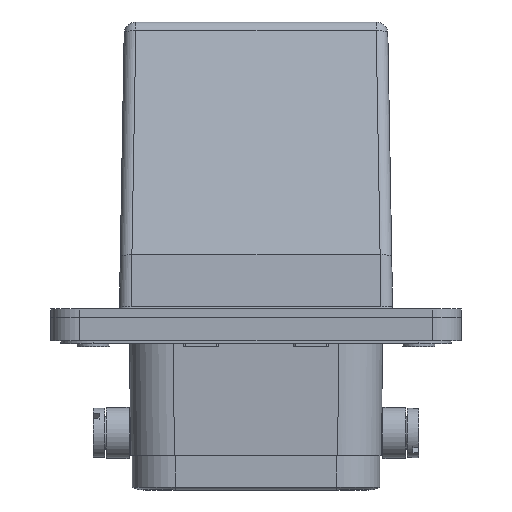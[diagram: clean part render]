
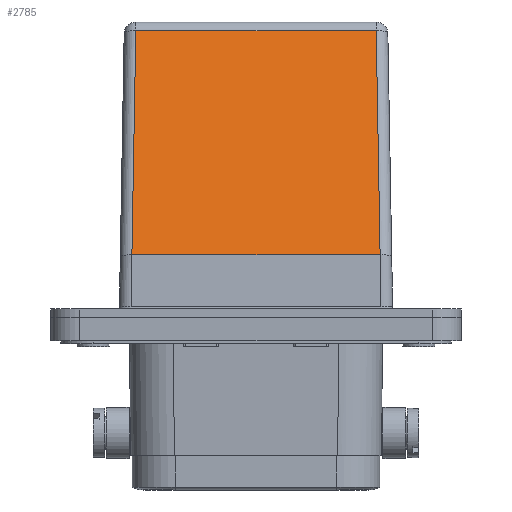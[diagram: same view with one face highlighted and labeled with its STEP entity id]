
A CAD part, left-side view. The second image highlights one B-rep face of the part: STEP entity #2785.
In plain terms, the highlighted planar face has unit normal (-0.966, 0, 0.259).
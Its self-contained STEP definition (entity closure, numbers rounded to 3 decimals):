
#2390=ELLIPSE('',#22724,10.457,2.);
#2393=ELLIPSE('',#22730,10.457,2.);
#2785=ADVANCED_FACE('',(#3998),#3483,.T.);
#3483=PLANE('',#22887);
#3998=FACE_OUTER_BOUND('',#4733,.T.);
#4733=EDGE_LOOP('',(#6299,#6300,#6301,#6302,#6303,#6304));
#6299=ORIENTED_EDGE('',*,*,#10923,.T.);
#6300=ORIENTED_EDGE('',*,*,#10918,.T.);
#6301=ORIENTED_EDGE('',*,*,#11399,.T.);
#6302=ORIENTED_EDGE('',*,*,#10928,.T.);
#6303=ORIENTED_EDGE('',*,*,#10931,.T.);
#6304=ORIENTED_EDGE('',*,*,#11395,.T.);
#9524=VERTEX_POINT('',#30563);
#9525=VERTEX_POINT('',#30564);
#9529=VERTEX_POINT('',#30574);
#9533=VERTEX_POINT('',#30583);
#9534=VERTEX_POINT('',#30585);
#9535=VERTEX_POINT('',#30589);
#10918=EDGE_CURVE('',#9524,#9525,#16929,.T.);
#10923=EDGE_CURVE('',#9529,#9524,#2390,.T.);
#10928=EDGE_CURVE('',#9534,#9533,#16934,.T.);
#10931=EDGE_CURVE('',#9533,#9535,#2393,.T.);
#11395=EDGE_CURVE('',#9535,#9529,#17262,.T.);
#11399=EDGE_CURVE('',#9525,#9534,#17266,.T.);
#16929=LINE('',#30562,#18861);
#16934=LINE('',#30584,#18866);
#17262=LINE('',#31628,#19194);
#17266=LINE('',#31634,#19198);
#18861=VECTOR('',#24585,1.);
#18866=VECTOR('',#24604,1.);
#19194=VECTOR('',#25246,1.);
#19198=VECTOR('',#25254,1.);
#22724=AXIS2_PLACEMENT_3D('',#30573,#24594,#24595);
#22730=AXIS2_PLACEMENT_3D('',#30591,#24610,#24611);
#22887=AXIS2_PLACEMENT_3D('',#31635,#25255,#25256);
#24585=DIRECTION('',(0.259,0.017,0.966));
#24594=DIRECTION('',(-0.966,0.,0.259));
#24595=DIRECTION('',(-0.259,-0.018,-0.966));
#24604=DIRECTION('',(-0.259,0.017,-0.966));
#24610=DIRECTION('',(-0.966,0.,0.259));
#24611=DIRECTION('',(-0.259,0.018,-0.966));
#25246=DIRECTION('',(0.,-1.,0.));
#25254=DIRECTION('',(0.,1.,0.));
#25255=DIRECTION('',(-0.966,0.,0.259));
#25256=DIRECTION('',(-0.259,0.,-0.966));
#30562=CARTESIAN_POINT('',(-34.282,-21.306,29.663));
#30563=CARTESIAN_POINT('',(-34.5,-21.32,28.85));
#30564=CARTESIAN_POINT('',(-24.179,-20.648,67.368));
#30573=CARTESIAN_POINT('',(-31.794,-21.135,38.95));
#30574=CARTESIAN_POINT('',(-34.5,-21.314,28.85));
#30583=CARTESIAN_POINT('',(-34.5,21.32,28.85));
#30584=CARTESIAN_POINT('',(-34.384,21.313,29.284));
#30585=CARTESIAN_POINT('',(-24.179,20.648,67.368));
#30589=CARTESIAN_POINT('',(-34.5,21.314,28.85));
#30591=CARTESIAN_POINT('',(-31.794,21.135,38.95));
#31628=CARTESIAN_POINT('',(-34.5,0.,28.85));
#31634=CARTESIAN_POINT('',(-24.179,0.,67.368));
#31635=CARTESIAN_POINT('',(-34.375,0.,29.316));
